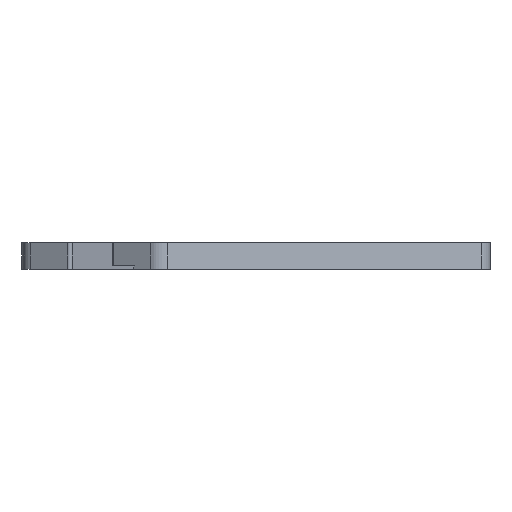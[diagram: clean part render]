
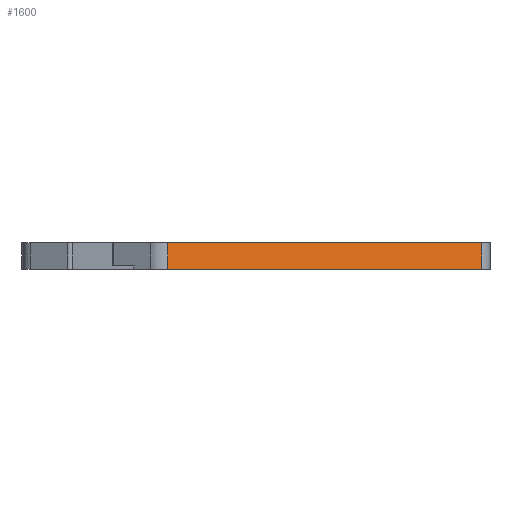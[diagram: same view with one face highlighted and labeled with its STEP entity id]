
A CAD part, front view. The second image highlights one B-rep face of the part: STEP entity #1600.
In plain terms, the highlighted planar face has unit normal (0.5, -0.866, 0).
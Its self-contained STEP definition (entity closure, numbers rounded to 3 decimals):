
#150 = CARTESIAN_POINT ( 'NONE',  ( 30.311, -52.5, 8. ) ) ;
#332 = EDGE_LOOP ( 'NONE', ( #1670, #846, #692, #377 ) ) ;
#334 = CARTESIAN_POINT ( 'NONE',  ( 77.5, -25.255, 0. ) ) ;
#377 = ORIENTED_EDGE ( 'NONE', *, *, #429, .T. ) ;
#429 = EDGE_CURVE ( 'NONE', #3020, #1384, #3037, .T. ) ;
#506 = LINE ( 'NONE', #1316, #2116 ) ;
#614 = EDGE_CURVE ( 'NONE', #3020, #2410, #1217, .T. ) ;
#669 = DIRECTION ( 'NONE',  ( -0.5, 0.866, 0. ) ) ;
#692 = ORIENTED_EDGE ( 'NONE', *, *, #614, .F. ) ;
#832 = VECTOR ( 'NONE', #3055, 1000. ) ;
#846 = ORIENTED_EDGE ( 'NONE', *, *, #1468, .F. ) ;
#879 = VECTOR ( 'NONE', #1835, 1000. ) ;
#1217 = LINE ( 'NONE', #150, #3260 ) ;
#1316 = CARTESIAN_POINT ( 'NONE',  ( 30.311, -52.5, 0. ) ) ;
#1340 = CARTESIAN_POINT ( 'NONE',  ( -16.878, -79.745, 8. ) ) ;
#1384 = VERTEX_POINT ( 'NONE', #2186 ) ;
#1468 = EDGE_CURVE ( 'NONE', #2410, #3166, #3504, .T. ) ;
#1573 = PLANE ( 'NONE',  #2028 ) ;
#1600 = ADVANCED_FACE ( 'NONE', ( #3475 ), #1573, .F. ) ;
#1670 = ORIENTED_EDGE ( 'NONE', *, *, #3490, .T. ) ;
#1835 = DIRECTION ( 'NONE',  ( 0., 0., -1. ) ) ;
#2028 = AXIS2_PLACEMENT_3D ( 'NONE', #3154, #669, #2654 ) ;
#2116 = VECTOR ( 'NONE', #3300, 1000. ) ;
#2186 = CARTESIAN_POINT ( 'NONE',  ( -16.878, -79.745, 0. ) ) ;
#2410 = VERTEX_POINT ( 'NONE', #2701 ) ;
#2654 = DIRECTION ( 'NONE',  ( 0., 0., 1. ) ) ;
#2701 = CARTESIAN_POINT ( 'NONE',  ( 77.5, -25.255, 8. ) ) ;
#3020 = VERTEX_POINT ( 'NONE', #1340 ) ;
#3037 = LINE ( 'NONE', #3371, #832 ) ;
#3055 = DIRECTION ( 'NONE',  ( 0., 0., -1. ) ) ;
#3154 = CARTESIAN_POINT ( 'NONE',  ( 30.311, -52.5, 8. ) ) ;
#3166 = VERTEX_POINT ( 'NONE', #334 ) ;
#3198 = CARTESIAN_POINT ( 'NONE',  ( 77.5, -25.255, 8. ) ) ;
#3260 = VECTOR ( 'NONE', #3452, 1000. ) ;
#3300 = DIRECTION ( 'NONE',  ( 0.866, 0.5, 0. ) ) ;
#3371 = CARTESIAN_POINT ( 'NONE',  ( -16.878, -79.745, 8. ) ) ;
#3452 = DIRECTION ( 'NONE',  ( 0.866, 0.5, 0. ) ) ;
#3475 = FACE_OUTER_BOUND ( 'NONE', #332, .T. ) ;
#3490 = EDGE_CURVE ( 'NONE', #1384, #3166, #506, .T. ) ;
#3504 = LINE ( 'NONE', #3198, #879 ) ;
